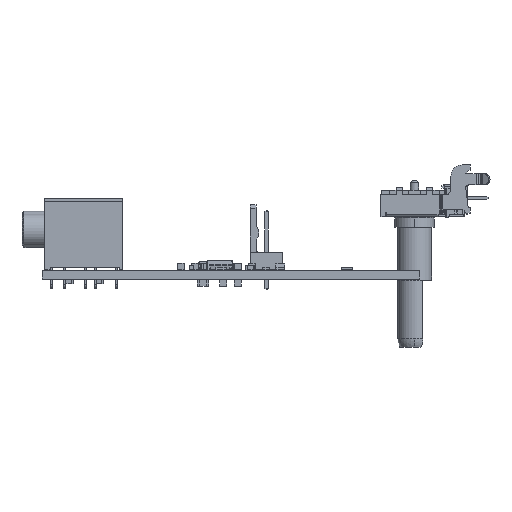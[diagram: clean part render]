
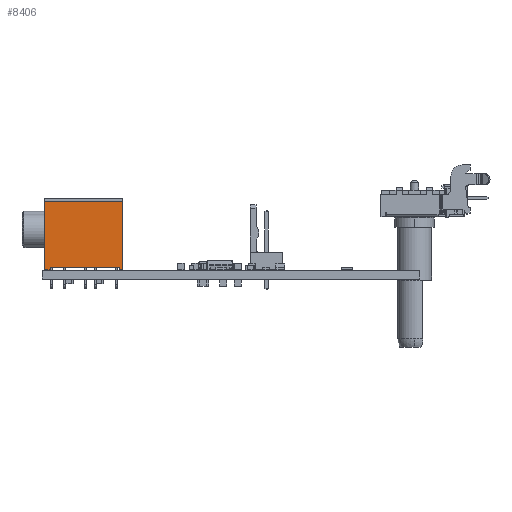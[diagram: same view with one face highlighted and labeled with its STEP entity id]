
A CAD part, left-side view. The second image highlights one B-rep face of the part: STEP entity #8406.
In plain terms, the highlighted face is planar.
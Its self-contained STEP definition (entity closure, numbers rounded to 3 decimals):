
#8163 = VERTEX_POINT('',#8164);
#8164 = CARTESIAN_POINT('',(-5.,-4.9,7.));
#8179 = VERTEX_POINT('',#8180);
#8180 = CARTESIAN_POINT('',(-5.,-4.9,6.5));
#8186 = EDGE_CURVE('',#8179,#8163,#8187,.T.);
#8187 = LINE('',#8188,#8189);
#8188 = CARTESIAN_POINT('',(-5.,-4.9,7.));
#8189 = VECTOR('',#8190,1.);
#8190 = DIRECTION('',(0.,0.,1.));
#8225 = EDGE_CURVE('',#8163,#8226,#8228,.T.);
#8226 = VERTEX_POINT('',#8227);
#8227 = CARTESIAN_POINT('',(-4.,-4.9,7.));
#8228 = LINE('',#8229,#8230);
#8229 = CARTESIAN_POINT('',(-4.,-4.9,7.));
#8230 = VECTOR('',#8231,1.);
#8231 = DIRECTION('',(1.,0.,0.));
#8247 = EDGE_CURVE('',#8248,#8250,#8252,.T.);
#8248 = VERTEX_POINT('',#8249);
#8249 = CARTESIAN_POINT('',(-18.,-4.9,7.));
#8250 = VERTEX_POINT('',#8251);
#8251 = CARTESIAN_POINT('',(-17.4,-4.9,7.));
#8252 = LINE('',#8253,#8254);
#8253 = CARTESIAN_POINT('',(-4.,-4.9,7.));
#8254 = VECTOR('',#8255,1.);
#8255 = DIRECTION('',(1.,0.,0.));
#8292 = EDGE_CURVE('',#8226,#8293,#8295,.T.);
#8293 = VERTEX_POINT('',#8294);
#8294 = CARTESIAN_POINT('',(-4.,-4.9,-5.3));
#8295 = LINE('',#8296,#8297);
#8296 = CARTESIAN_POINT('',(-4.,-4.9,-5.3));
#8297 = VECTOR('',#8298,1.);
#8298 = DIRECTION('',(0.,-0.,-1.));
#8323 = EDGE_CURVE('',#8293,#8324,#8326,.T.);
#8324 = VERTEX_POINT('',#8325);
#8325 = CARTESIAN_POINT('',(-18.,-4.9,-5.3));
#8326 = LINE('',#8327,#8328);
#8327 = CARTESIAN_POINT('',(-4.,-4.9,-5.3));
#8328 = VECTOR('',#8329,1.);
#8329 = DIRECTION('',(-1.,0.,0.));
#8354 = EDGE_CURVE('',#8324,#8248,#8355,.T.);
#8355 = LINE('',#8356,#8357);
#8356 = CARTESIAN_POINT('',(-18.,-4.9,7.));
#8357 = VECTOR('',#8358,1.);
#8358 = DIRECTION('',(0.,0.,1.));
#8406 = ADVANCED_FACE('',(#8407),#8429,.F.);
#8407 = FACE_BOUND('',#8408,.T.);
#8408 = EDGE_LOOP('',(#8409,#8410,#8411,#8419,#8425,#8426,#8427,#8428));
#8409 = ORIENTED_EDGE('',*,*,#8225,.F.);
#8410 = ORIENTED_EDGE('',*,*,#8186,.F.);
#8411 = ORIENTED_EDGE('',*,*,#8412,.F.);
#8412 = EDGE_CURVE('',#8413,#8179,#8415,.T.);
#8413 = VERTEX_POINT('',#8414);
#8414 = CARTESIAN_POINT('',(-17.4,-4.9,6.5));
#8415 = LINE('',#8416,#8417);
#8416 = CARTESIAN_POINT('',(-5.,-4.9,6.5));
#8417 = VECTOR('',#8418,1.);
#8418 = DIRECTION('',(1.,0.,0.));
#8419 = ORIENTED_EDGE('',*,*,#8420,.F.);
#8420 = EDGE_CURVE('',#8250,#8413,#8421,.T.);
#8421 = LINE('',#8422,#8423);
#8422 = CARTESIAN_POINT('',(-17.4,-4.9,7.));
#8423 = VECTOR('',#8424,1.);
#8424 = DIRECTION('',(0.,0.,-1.));
#8425 = ORIENTED_EDGE('',*,*,#8247,.F.);
#8426 = ORIENTED_EDGE('',*,*,#8354,.F.);
#8427 = ORIENTED_EDGE('',*,*,#8323,.F.);
#8428 = ORIENTED_EDGE('',*,*,#8292,.F.);
#8429 = PLANE('',#8430);
#8430 = AXIS2_PLACEMENT_3D('',#8431,#8432,#8433);
#8431 = CARTESIAN_POINT('',(-4.,-4.9,7.));
#8432 = DIRECTION('',(0.,1.,0.));
#8433 = DIRECTION('',(0.,-0.,1.));
